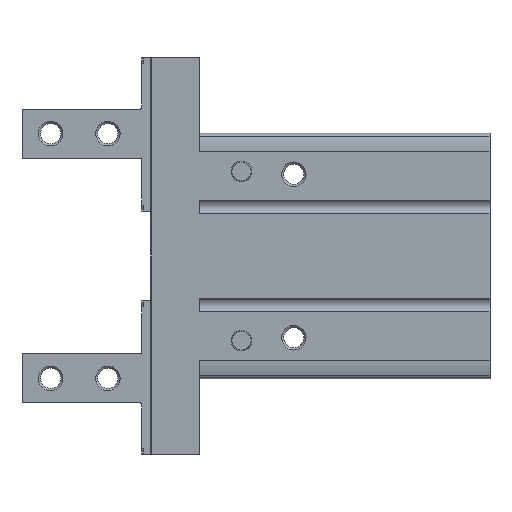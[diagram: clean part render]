
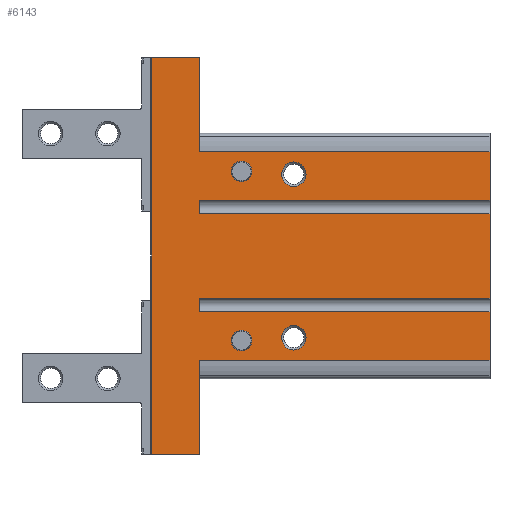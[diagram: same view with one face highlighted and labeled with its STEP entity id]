
A CAD part, left-side view. The second image highlights one B-rep face of the part: STEP entity #6143.
In plain terms, the highlighted face is planar.
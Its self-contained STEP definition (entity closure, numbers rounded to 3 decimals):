
#81=PLANE('',#6649);
#316=LINE('',#9492,#852);
#354=LINE('',#9660,#890);
#359=LINE('',#9684,#895);
#400=LINE('',#9901,#936);
#401=LINE('',#9909,#937);
#402=LINE('',#9911,#938);
#403=LINE('',#9913,#939);
#404=LINE('',#9914,#940);
#405=LINE('',#9916,#941);
#406=LINE('',#9918,#942);
#407=LINE('',#9919,#943);
#408=LINE('',#9921,#944);
#409=LINE('',#9923,#945);
#410=LINE('',#9925,#946);
#411=LINE('',#9927,#947);
#412=LINE('',#9929,#948);
#852=VECTOR('',#7388,1000.);
#890=VECTOR('',#7518,1000.);
#895=VECTOR('',#7537,1000.);
#936=VECTOR('',#7666,1000.);
#937=VECTOR('',#7675,1000.);
#938=VECTOR('',#7676,1000.);
#939=VECTOR('',#7677,1000.);
#940=VECTOR('',#7678,1000.);
#941=VECTOR('',#7679,1000.);
#942=VECTOR('',#7680,1000.);
#943=VECTOR('',#7681,1000.);
#944=VECTOR('',#7682,1000.);
#945=VECTOR('',#7683,1000.);
#946=VECTOR('',#7684,1000.);
#947=VECTOR('',#7685,1000.);
#948=VECTOR('',#7686,1000.);
#1764=ORIENTED_EDGE('',*,*,#3179,.F.);
#1765=ORIENTED_EDGE('',*,*,#3183,.F.);
#1766=ORIENTED_EDGE('',*,*,#3503,.F.);
#1767=ORIENTED_EDGE('',*,*,#3504,.F.);
#1768=ORIENTED_EDGE('',*,*,#3318,.T.);
#1769=ORIENTED_EDGE('',*,*,#3505,.F.);
#1770=ORIENTED_EDGE('',*,*,#3506,.T.);
#1771=ORIENTED_EDGE('',*,*,#3507,.T.);
#1772=ORIENTED_EDGE('',*,*,#3414,.T.);
#1773=ORIENTED_EDGE('',*,*,#3508,.F.);
#1774=ORIENTED_EDGE('',*,*,#3509,.T.);
#1775=ORIENTED_EDGE('',*,*,#3510,.T.);
#1776=ORIENTED_EDGE('',*,*,#3402,.T.);
#1777=ORIENTED_EDGE('',*,*,#3511,.F.);
#1778=ORIENTED_EDGE('',*,*,#3512,.F.);
#1779=ORIENTED_EDGE('',*,*,#3513,.F.);
#1780=ORIENTED_EDGE('',*,*,#3514,.T.);
#1781=ORIENTED_EDGE('',*,*,#3515,.T.);
#1782=ORIENTED_EDGE('',*,*,#3516,.F.);
#1783=ORIENTED_EDGE('',*,*,#3501,.T.);
#3179=EDGE_CURVE('',#4085,#4085,#4711,.T.);
#3183=EDGE_CURVE('',#4089,#4089,#4715,.T.);
#3318=EDGE_CURVE('',#4193,#4192,#316,.T.);
#3402=EDGE_CURVE('',#4277,#4276,#354,.T.);
#3414=EDGE_CURVE('',#4289,#4288,#359,.T.);
#3501=EDGE_CURVE('',#4361,#4193,#400,.T.);
#3503=EDGE_CURVE('',#4362,#4362,#4827,.T.);
#3504=EDGE_CURVE('',#4363,#4363,#4828,.T.);
#3505=EDGE_CURVE('',#4364,#4192,#401,.T.);
#3506=EDGE_CURVE('',#4364,#4365,#402,.T.);
#3507=EDGE_CURVE('',#4365,#4289,#403,.T.);
#3508=EDGE_CURVE('',#4366,#4288,#404,.T.);
#3509=EDGE_CURVE('',#4366,#4367,#405,.T.);
#3510=EDGE_CURVE('',#4367,#4277,#406,.T.);
#3511=EDGE_CURVE('',#4368,#4276,#407,.T.);
#3512=EDGE_CURVE('',#4369,#4368,#408,.T.);
#3513=EDGE_CURVE('',#4370,#4369,#409,.T.);
#3514=EDGE_CURVE('',#4370,#4371,#410,.T.);
#3515=EDGE_CURVE('',#4371,#4372,#411,.T.);
#3516=EDGE_CURVE('',#4361,#4372,#412,.T.);
#4085=VERTEX_POINT('',#9075);
#4089=VERTEX_POINT('',#9085);
#4192=VERTEX_POINT('',#9491);
#4193=VERTEX_POINT('',#9493);
#4276=VERTEX_POINT('',#9659);
#4277=VERTEX_POINT('',#9661);
#4288=VERTEX_POINT('',#9683);
#4289=VERTEX_POINT('',#9685);
#4361=VERTEX_POINT('',#9902);
#4362=VERTEX_POINT('',#9906);
#4363=VERTEX_POINT('',#9908);
#4364=VERTEX_POINT('',#9910);
#4365=VERTEX_POINT('',#9912);
#4366=VERTEX_POINT('',#9915);
#4367=VERTEX_POINT('',#9917);
#4368=VERTEX_POINT('',#9920);
#4369=VERTEX_POINT('',#9922);
#4370=VERTEX_POINT('',#9924);
#4371=VERTEX_POINT('',#9926);
#4372=VERTEX_POINT('',#9928);
#4711=CIRCLE('',#6478,2.5);
#4715=CIRCLE('',#6484,2.5);
#4827=CIRCLE('',#6650,3.);
#4828=CIRCLE('',#6651,3.);
#5105=EDGE_LOOP('',(#1764));
#5106=EDGE_LOOP('',(#1765));
#5107=EDGE_LOOP('',(#1766));
#5108=EDGE_LOOP('',(#1767));
#5109=EDGE_LOOP('',(#1768,#1769,#1770,#1771,#1772,#1773,#1774,#1775,#1776,
#1777,#1778,#1779,#1780,#1781,#1782,#1783));
#5557=FACE_BOUND('',#5105,.T.);
#5558=FACE_BOUND('',#5106,.T.);
#5559=FACE_BOUND('',#5107,.T.);
#5560=FACE_BOUND('',#5108,.T.);
#5561=FACE_BOUND('',#5109,.T.);
#6143=ADVANCED_FACE('',(#5557,#5558,#5559,#5560,#5561),#81,.F.);
#6478=AXIS2_PLACEMENT_3D('',#9074,#7169,#7170);
#6484=AXIS2_PLACEMENT_3D('',#9084,#7181,#7182);
#6649=AXIS2_PLACEMENT_3D('',#9904,#7669,#7670);
#6650=AXIS2_PLACEMENT_3D('',#9905,#7671,#7672);
#6651=AXIS2_PLACEMENT_3D('',#9907,#7673,#7674);
#7169=DIRECTION('',(0.,0.,1.));
#7170=DIRECTION('',(1.,0.,0.));
#7181=DIRECTION('',(0.,0.,1.));
#7182=DIRECTION('',(1.,0.,0.));
#7388=DIRECTION('',(1.,0.,0.));
#7518=DIRECTION('',(1.,0.,0.));
#7537=DIRECTION('',(1.,0.,0.));
#7666=DIRECTION('',(0.,-1.,0.));
#7669=DIRECTION('',(0.,0.,-1.));
#7670=DIRECTION('',(-1.,0.,0.));
#7671=DIRECTION('',(0.,0.,1.));
#7672=DIRECTION('',(1.,0.,0.));
#7673=DIRECTION('',(0.,0.,1.));
#7674=DIRECTION('',(1.,0.,0.));
#7675=DIRECTION('',(0.,-1.,0.));
#7676=DIRECTION('',(1.,0.,0.));
#7677=DIRECTION('',(0.,-1.,0.));
#7678=DIRECTION('',(0.,-1.,0.));
#7679=DIRECTION('',(1.,0.,0.));
#7680=DIRECTION('',(0.,-1.,0.));
#7681=DIRECTION('',(0.,-1.,0.));
#7682=DIRECTION('',(-1.,0.,0.));
#7683=DIRECTION('',(0.,-1.,0.));
#7684=DIRECTION('',(-1.,0.,0.));
#7685=DIRECTION('',(0.,-1.,0.));
#7686=DIRECTION('',(-1.,0.,0.));
#9074=CARTESIAN_POINT('',(-20.7,60.8,20.));
#9075=CARTESIAN_POINT('',(-18.2,60.8,20.));
#9084=CARTESIAN_POINT('',(20.7,60.8,20.));
#9085=CARTESIAN_POINT('',(23.2,60.8,20.));
#9491=CARTESIAN_POINT('',(-13.7,0.,20.));
#9492=CARTESIAN_POINT('',(-25.5,0.,20.));
#9493=CARTESIAN_POINT('',(-25.5,0.,20.));
#9659=CARTESIAN_POINT('',(25.5,0.,20.));
#9660=CARTESIAN_POINT('',(-25.5,0.,20.));
#9661=CARTESIAN_POINT('',(13.7,0.,20.));
#9683=CARTESIAN_POINT('',(10.3,0.,20.));
#9684=CARTESIAN_POINT('',(-25.5,0.,20.));
#9685=CARTESIAN_POINT('',(-10.3,0.,20.));
#9901=CARTESIAN_POINT('',(-25.5,71.,20.));
#9902=CARTESIAN_POINT('',(-25.5,71.,20.));
#9904=CARTESIAN_POINT('',(-25.5,71.,20.));
#9905=CARTESIAN_POINT('',(-20.,48.,20.));
#9906=CARTESIAN_POINT('',(-17.,48.,20.));
#9907=CARTESIAN_POINT('',(20.,48.,20.));
#9908=CARTESIAN_POINT('',(23.,48.,20.));
#9909=CARTESIAN_POINT('',(-13.7,71.,20.));
#9910=CARTESIAN_POINT('',(-13.7,71.,20.));
#9911=CARTESIAN_POINT('',(-13.7,71.,20.));
#9912=CARTESIAN_POINT('',(-10.3,71.,20.));
#9913=CARTESIAN_POINT('',(-10.3,71.,20.));
#9914=CARTESIAN_POINT('',(10.3,71.,20.));
#9915=CARTESIAN_POINT('',(10.3,71.,20.));
#9916=CARTESIAN_POINT('',(10.3,71.,20.));
#9917=CARTESIAN_POINT('',(13.7,71.,20.));
#9918=CARTESIAN_POINT('',(13.7,71.,20.));
#9919=CARTESIAN_POINT('',(25.5,71.,20.));
#9920=CARTESIAN_POINT('',(25.5,71.,20.));
#9921=CARTESIAN_POINT('',(48.5,71.,20.));
#9922=CARTESIAN_POINT('',(48.5,71.,20.));
#9923=CARTESIAN_POINT('',(48.5,82.8,20.));
#9924=CARTESIAN_POINT('',(48.5,82.8,20.));
#9925=CARTESIAN_POINT('',(48.5,82.8,20.));
#9926=CARTESIAN_POINT('',(-48.5,82.8,20.));
#9927=CARTESIAN_POINT('',(-48.5,82.8,20.));
#9928=CARTESIAN_POINT('',(-48.5,71.,20.));
#9929=CARTESIAN_POINT('',(48.5,71.,20.));
